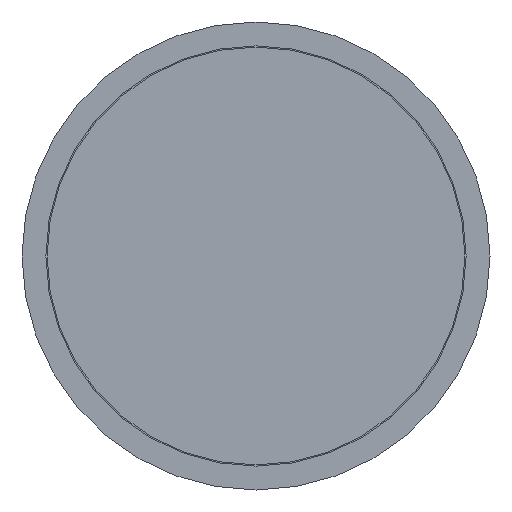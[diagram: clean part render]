
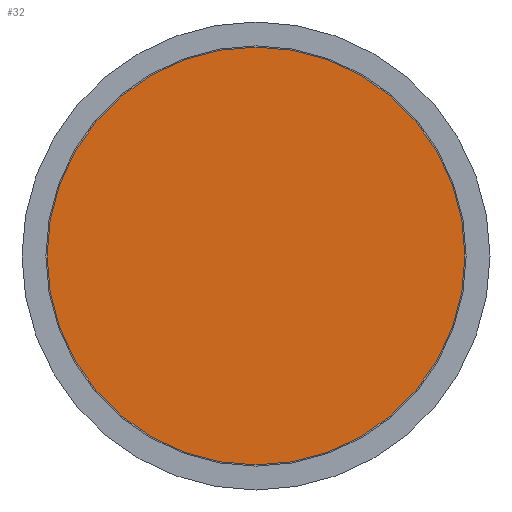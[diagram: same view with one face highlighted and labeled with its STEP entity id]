
A CAD part, front view. The second image highlights one B-rep face of the part: STEP entity #32.
In plain terms, the highlighted planar face has unit normal (0, -1, 0).
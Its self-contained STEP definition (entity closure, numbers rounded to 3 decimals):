
#32 = ADVANCED_FACE ( 'NONE', ( #505 ), #150, .F. ) ;
#150 = PLANE ( 'NONE',  #542 ) ;
#214 = DIRECTION ( 'NONE',  ( 0., 1., 0. ) ) ;
#258 = CIRCLE ( 'NONE', #812, 43.75 ) ;
#278 = EDGE_LOOP ( 'NONE', ( #725 ) ) ;
#307 = VERTEX_POINT ( 'NONE', #922 ) ;
#362 = DIRECTION ( 'NONE',  ( 0., 0., 1. ) ) ;
#505 = FACE_OUTER_BOUND ( 'NONE', #278, .T. ) ;
#542 = AXIS2_PLACEMENT_3D ( 'NONE', #587, #214, #362 ) ;
#580 = DIRECTION ( 'NONE',  ( 0., 0., -1. ) ) ;
#587 = CARTESIAN_POINT ( 'NONE',  ( -43.75, 0., 0. ) ) ;
#653 = DIRECTION ( 'NONE',  ( 0., -1., 0. ) ) ;
#725 = ORIENTED_EDGE ( 'NONE', *, *, #872, .T. ) ;
#739 = CARTESIAN_POINT ( 'NONE',  ( 0., 0., 0. ) ) ;
#812 = AXIS2_PLACEMENT_3D ( 'NONE', #739, #653, #580 ) ;
#872 = EDGE_CURVE ( 'NONE', #307, #307, #258, .T. ) ;
#922 = CARTESIAN_POINT ( 'NONE',  ( 0., 0., -43.75 ) ) ;
